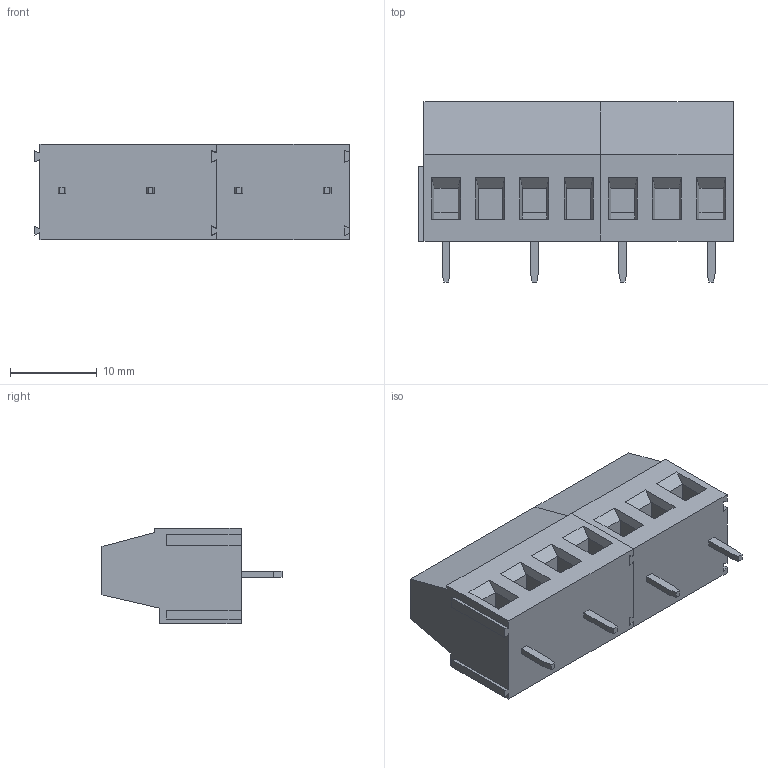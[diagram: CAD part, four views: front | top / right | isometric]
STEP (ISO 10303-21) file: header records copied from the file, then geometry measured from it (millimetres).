
FILE_DESCRIPTION(('STEP AP214'),'1');
FILE_NAME('MV254-10,16-V.stp','2018-05-30T07:33:23',(' '),(' '),'Spatial InterOp 3D',' ',' ');
FILE_SCHEMA(('automotive_design'));
Length unit declared in the file: metre
Products named in the file (2): 1; 2
Bounding box: 36.16 x 20.7 x 11 mm (x, y, z)
Volume: 4679.2 mm3; surface area: 3479.7 mm2
Topology: 2 solids, 2 shells, 174 faces, 434 edges, 282 vertices
Faces by surface type: plane 167, cylinder 7
Full cylindrical faces by diameter (mm): 4 x7
Entity records: 6421 total; most frequent: CARTESIAN_POINT 877, ORIENTED_EDGE 846, DIRECTION 801, EDGE_CURVE 423, LINE 397, VECTOR 397, VERTEX_POINT 278, AXIS2_PLACEMENT_3D 202
